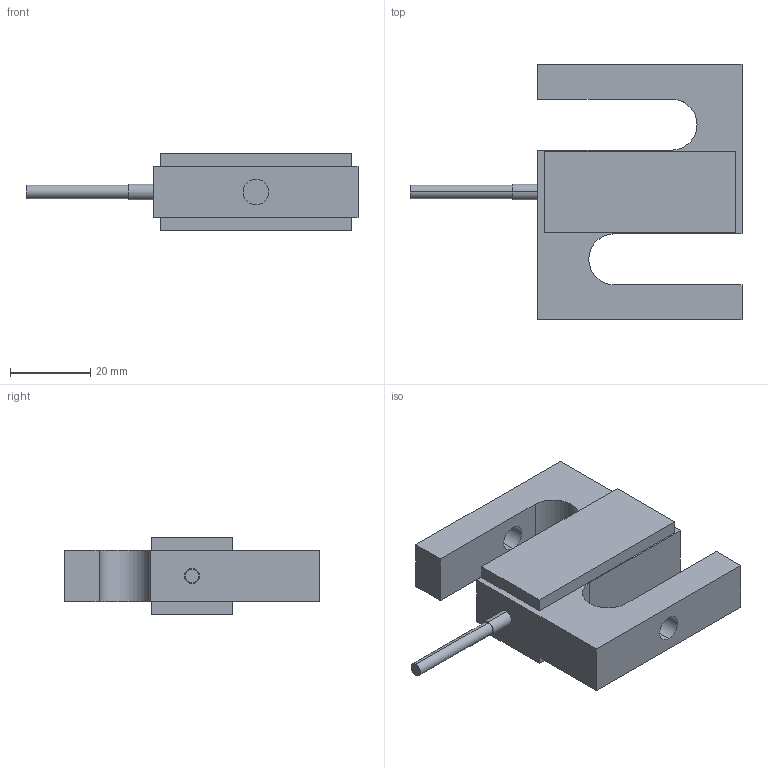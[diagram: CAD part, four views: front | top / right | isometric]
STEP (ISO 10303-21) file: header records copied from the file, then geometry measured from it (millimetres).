
FILE_DESCRIPTION (( 'STEP AP203' ), '1' );
FILE_NAME ('SSM-AJ-1000N.STEP', '2017-07-20T01:02:36', ( '' ), ( '' ), 'SwSTEP 2.0', 'SolidWorks 2013', '' );
FILE_SCHEMA (( 'CONFIG_CONTROL_DESIGN' ));
Length unit declared in the file: inch
Products named in the file (1): SSM-AJ-1000N
Bounding box: 82.55 x 63.5 x 19.3 mm (x, y, z)
Volume: 35004.2 mm3; surface area: 10740.9 mm2
Topology: 1 solids, 1 shells, 35 faces, 87 edges, 58 vertices
Faces by surface type: plane 24, cylinder 11
Entity records: 1130 total; most frequent: DIRECTION 181, CARTESIAN_POINT 181, ORIENTED_EDGE 174, EDGE_CURVE 87, LINE 65, VECTOR 65, AXIS2_PLACEMENT_3D 58, VERTEX_POINT 58
